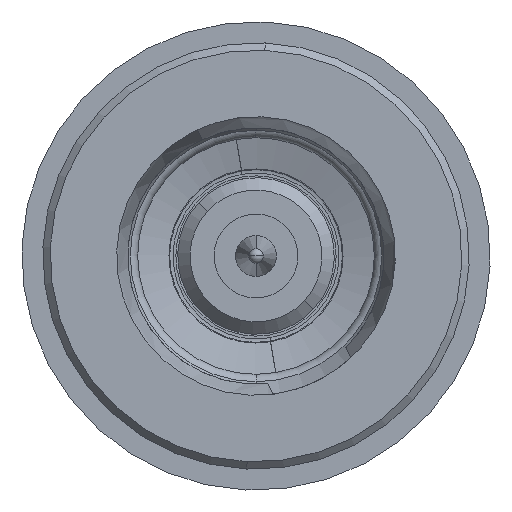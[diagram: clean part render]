
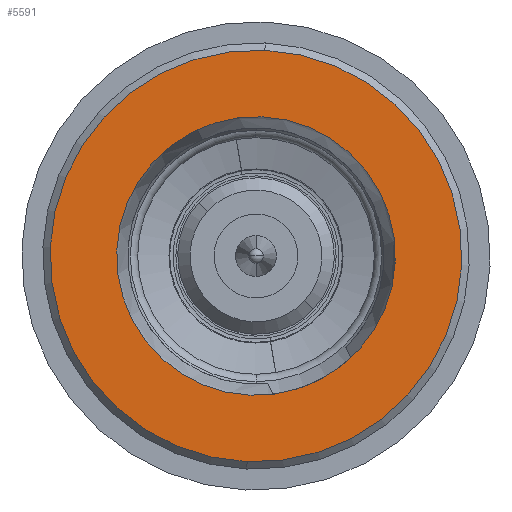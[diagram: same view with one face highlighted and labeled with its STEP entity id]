
A CAD part, left-side view. The second image highlights one B-rep face of the part: STEP entity #5591.
In plain terms, the highlighted planar face has unit normal (-1, 0, 0).
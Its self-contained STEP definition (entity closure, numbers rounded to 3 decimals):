
#259 = CARTESIAN_POINT ( 'NONE',  ( -2., 0., 0. ) ) ;
#263 = CIRCLE ( 'NONE', #4447, 5.65 ) ;
#484 = CARTESIAN_POINT ( 'NONE',  ( -2., 0., 0. ) ) ;
#541 = PLANE ( 'NONE',  #2643 ) ;
#690 = DIRECTION ( 'NONE',  ( 0., -0.043, 0.999 ) ) ;
#919 = CIRCLE ( 'NONE', #2865, 8.35 ) ;
#933 = DIRECTION ( 'NONE',  ( 0., 0.043, -0.999 ) ) ;
#984 = DIRECTION ( 'NONE',  ( 0., 0.043, -0.999 ) ) ;
#1214 = VERTEX_POINT ( 'NONE', #1776 ) ;
#1776 = CARTESIAN_POINT ( 'NONE',  ( -2., -0.36, 8.342 ) ) ;
#2045 = CARTESIAN_POINT ( 'NONE',  ( -2., 0., 0. ) ) ;
#2050 = ORIENTED_EDGE ( 'NONE', *, *, #2310, .F. ) ;
#2059 = FACE_OUTER_BOUND ( 'NONE', #3496, .T. ) ;
#2277 = CARTESIAN_POINT ( 'NONE',  ( -2., 5.645, 0.244 ) ) ;
#2310 = EDGE_CURVE ( 'NONE', #3215, #3560, #263, .T. ) ;
#2500 = DIRECTION ( 'NONE',  ( 1., 0., 0. ) ) ;
#2507 = DIRECTION ( 'NONE',  ( 0., -0.043, 0.999 ) ) ;
#2643 = AXIS2_PLACEMENT_3D ( 'NONE', #2277, #3628, #984 ) ;
#2865 = AXIS2_PLACEMENT_3D ( 'NONE', #484, #3569, #933 ) ;
#3185 = CIRCLE ( 'NONE', #4739, 5.65 ) ;
#3215 = VERTEX_POINT ( 'NONE', #4362 ) ;
#3339 = DIRECTION ( 'NONE',  ( -1., 0., 0. ) ) ;
#3496 = EDGE_LOOP ( 'NONE', ( #5384, #4632 ) ) ;
#3560 = VERTEX_POINT ( 'NONE', #3952 ) ;
#3569 = DIRECTION ( 'NONE',  ( 1., 0., 0. ) ) ;
#3628 = DIRECTION ( 'NONE',  ( 1., 0., 0. ) ) ;
#3685 = EDGE_LOOP ( 'NONE', ( #4938, #2050 ) ) ;
#3952 = CARTESIAN_POINT ( 'NONE',  ( -2., -0.244, 5.645 ) ) ;
#3962 = EDGE_CURVE ( 'NONE', #3560, #3215, #3185, .T. ) ;
#4036 = CARTESIAN_POINT ( 'NONE',  ( -2., 0.36, -8.342 ) ) ;
#4084 = AXIS2_PLACEMENT_3D ( 'NONE', #5121, #2500, #5553 ) ;
#4362 = CARTESIAN_POINT ( 'NONE',  ( -2., 0.244, -5.645 ) ) ;
#4409 = FACE_BOUND ( 'NONE', #3685, .T. ) ;
#4447 = AXIS2_PLACEMENT_3D ( 'NONE', #2045, #5125, #2507 ) ;
#4457 = VERTEX_POINT ( 'NONE', #4036 ) ;
#4632 = ORIENTED_EDGE ( 'NONE', *, *, #5207, .F. ) ;
#4739 = AXIS2_PLACEMENT_3D ( 'NONE', #259, #3339, #690 ) ;
#4938 = ORIENTED_EDGE ( 'NONE', *, *, #3962, .F. ) ;
#4945 = EDGE_CURVE ( 'NONE', #4457, #1214, #5498, .T. ) ;
#5121 = CARTESIAN_POINT ( 'NONE',  ( -2., 0., 0. ) ) ;
#5125 = DIRECTION ( 'NONE',  ( -1., 0., 0. ) ) ;
#5207 = EDGE_CURVE ( 'NONE', #1214, #4457, #919, .T. ) ;
#5384 = ORIENTED_EDGE ( 'NONE', *, *, #4945, .F. ) ;
#5498 = CIRCLE ( 'NONE', #4084, 8.35 ) ;
#5553 = DIRECTION ( 'NONE',  ( 0., 0.043, -0.999 ) ) ;
#5591 = ADVANCED_FACE ( 'NONE', ( #2059, #4409 ), #541, .F. ) ;
